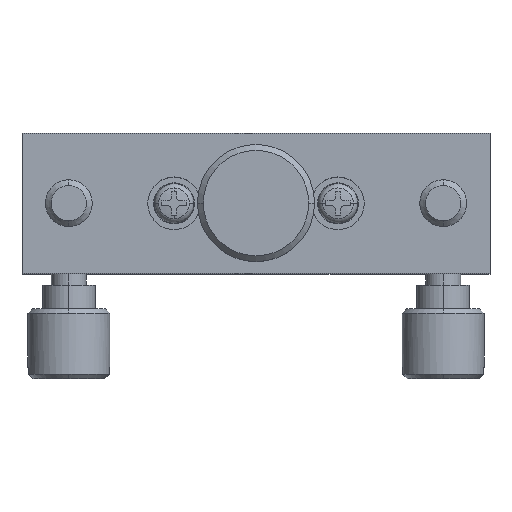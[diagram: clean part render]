
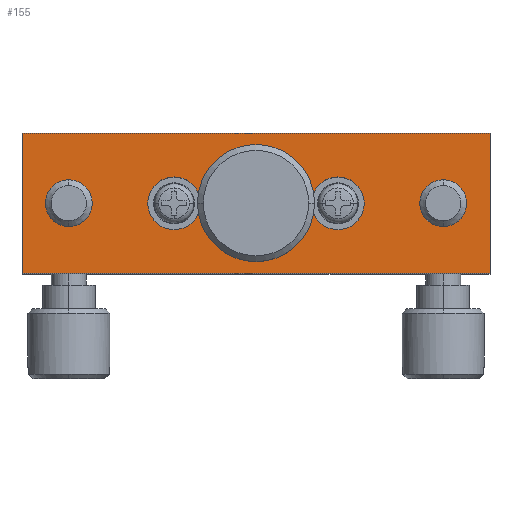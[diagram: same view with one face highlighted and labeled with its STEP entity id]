
A CAD part, top view. The second image highlights one B-rep face of the part: STEP entity #155.
In plain terms, the highlighted planar face has unit normal (0, 0, 1).
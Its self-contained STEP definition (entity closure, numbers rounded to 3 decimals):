
#47 = CARTESIAN_POINT ( 'NONE',  ( 20., 6., 44. ) ) ;
#55 = ORIENTED_EDGE ( 'NONE', *, *, #7177, .T. ) ;
#65 = EDGE_CURVE ( 'NONE', #4005, #3878, #525, .T. ) ;
#87 = ORIENTED_EDGE ( 'NONE', *, *, #65, .T. ) ;
#155 = ADVANCED_FACE ( 'NONE', ( #3257, #1552, #5594, #4971, #2769, #3060 ), #4826, .T. ) ;
#262 = EDGE_LOOP ( 'NONE', ( #3435, #6334 ) ) ;
#340 = CARTESIAN_POINT ( 'NONE',  ( 0., 0., 44. ) ) ;
#438 = DIRECTION ( 'NONE',  ( 0., 0., -1. ) ) ;
#445 = AXIS2_PLACEMENT_3D ( 'NONE', #7502, #438, #1099 ) ;
#510 = CARTESIAN_POINT ( 'NONE',  ( -9.25, 0., 44. ) ) ;
#525 = CIRCLE ( 'NONE', #445, 2.5 ) ;
#561 = CARTESIAN_POINT ( 'NONE',  ( -20., -6., 44. ) ) ;
#566 = VERTEX_POINT ( 'NONE', #510 ) ;
#594 = CIRCLE ( 'NONE', #6486, 2. ) ;
#655 = ORIENTED_EDGE ( 'NONE', *, *, #6041, .T. ) ;
#705 = ORIENTED_EDGE ( 'NONE', *, *, #5823, .T. ) ;
#780 = ORIENTED_EDGE ( 'NONE', *, *, #3769, .T. ) ;
#881 = CIRCLE ( 'NONE', #1620, 2.5 ) ;
#920 = DIRECTION ( 'NONE',  ( -1., 0., 0. ) ) ;
#933 = CARTESIAN_POINT ( 'NONE',  ( 7., 0., 44. ) ) ;
#996 = ORIENTED_EDGE ( 'NONE', *, *, #1369, .T. ) ;
#1008 = EDGE_LOOP ( 'NONE', ( #5458, #55, #7855, #780 ) ) ;
#1028 = CARTESIAN_POINT ( 'NONE',  ( -7., 0., 44. ) ) ;
#1099 = DIRECTION ( 'NONE',  ( 1., 0., 0. ) ) ;
#1169 = CARTESIAN_POINT ( 'NONE',  ( -4.75, 0., 44. ) ) ;
#1170 = EDGE_LOOP ( 'NONE', ( #7534, #705 ) ) ;
#1244 = VECTOR ( 'NONE', #8312, 1000. ) ;
#1369 = EDGE_CURVE ( 'NONE', #2211, #5184, #6889, .T. ) ;
#1473 = DIRECTION ( 'NONE',  ( 0., 0., -1. ) ) ;
#1504 = DIRECTION ( 'NONE',  ( -1., 0., 0. ) ) ;
#1552 = FACE_BOUND ( 'NONE', #3211, .T. ) ;
#1620 = AXIS2_PLACEMENT_3D ( 'NONE', #340, #8159, #7487 ) ;
#1667 = CARTESIAN_POINT ( 'NONE',  ( -7., 0., 44. ) ) ;
#2116 = CARTESIAN_POINT ( 'NONE',  ( -2.5, 0., 44. ) ) ;
#2197 = CARTESIAN_POINT ( 'NONE',  ( 20., -6., 44. ) ) ;
#2211 = VERTEX_POINT ( 'NONE', #3706 ) ;
#2231 = CARTESIAN_POINT ( 'NONE',  ( -18., 0., 44. ) ) ;
#2258 = VERTEX_POINT ( 'NONE', #7715 ) ;
#2262 = LINE ( 'NONE', #5127, #1244 ) ;
#2739 = VERTEX_POINT ( 'NONE', #3725 ) ;
#2765 = VECTOR ( 'NONE', #5621, 1000. ) ;
#2769 = FACE_BOUND ( 'NONE', #1170, .T. ) ;
#2915 = VERTEX_POINT ( 'NONE', #47 ) ;
#2934 = CIRCLE ( 'NONE', #5622, 2.25 ) ;
#2941 = CARTESIAN_POINT ( 'NONE',  ( 20., 0., 44. ) ) ;
#3022 = CIRCLE ( 'NONE', #5781, 2. ) ;
#3032 = VECTOR ( 'NONE', #3460, 1000. ) ;
#3060 = FACE_OUTER_BOUND ( 'NONE', #1008, .T. ) ;
#3178 = DIRECTION ( 'NONE',  ( -1., 0., 0. ) ) ;
#3211 = EDGE_LOOP ( 'NONE', ( #7831, #6428 ) ) ;
#3257 = FACE_BOUND ( 'NONE', #4958, .T. ) ;
#3261 = CARTESIAN_POINT ( 'NONE',  ( -20., -6., 44. ) ) ;
#3297 = VECTOR ( 'NONE', #4142, 1000. ) ;
#3395 = AXIS2_PLACEMENT_3D ( 'NONE', #5337, #1473, #5988 ) ;
#3435 = ORIENTED_EDGE ( 'NONE', *, *, #7232, .T. ) ;
#3460 = DIRECTION ( 'NONE',  ( -1., 0., 0. ) ) ;
#3529 = DIRECTION ( 'NONE',  ( -1., 0., 0. ) ) ;
#3582 = EDGE_CURVE ( 'NONE', #5840, #5637, #5493, .T. ) ;
#3607 = CIRCLE ( 'NONE', #3940, 2.25 ) ;
#3676 = DIRECTION ( 'NONE',  ( 0., 0., -1. ) ) ;
#3706 = CARTESIAN_POINT ( 'NONE',  ( -14., 0., 44. ) ) ;
#3725 = CARTESIAN_POINT ( 'NONE',  ( 4.75, 0., 44. ) ) ;
#3769 = EDGE_CURVE ( 'NONE', #3985, #5637, #2262, .T. ) ;
#3878 = VERTEX_POINT ( 'NONE', #5277 ) ;
#3940 = AXIS2_PLACEMENT_3D ( 'NONE', #7431, #3676, #4829 ) ;
#3985 = VERTEX_POINT ( 'NONE', #7120 ) ;
#3992 = AXIS2_PLACEMENT_3D ( 'NONE', #933, #7968, #4827 ) ;
#4005 = VERTEX_POINT ( 'NONE', #2116 ) ;
#4102 = LINE ( 'NONE', #2941, #3297 ) ;
#4137 = CARTESIAN_POINT ( 'NONE',  ( 16., 0., 44. ) ) ;
#4142 = DIRECTION ( 'NONE',  ( 0., 1., 0. ) ) ;
#4203 = ORIENTED_EDGE ( 'NONE', *, *, #6201, .T. ) ;
#4317 = AXIS2_PLACEMENT_3D ( 'NONE', #1667, #6185, #920 ) ;
#4783 = DIRECTION ( 'NONE',  ( 0., 0., -1. ) ) ;
#4826 = PLANE ( 'NONE',  #5664 ) ;
#4827 = DIRECTION ( 'NONE',  ( -1., 0., 0. ) ) ;
#4829 = DIRECTION ( 'NONE',  ( -1., 0., 0. ) ) ;
#4869 = DIRECTION ( 'NONE',  ( 0., 0., -1. ) ) ;
#4939 = VERTEX_POINT ( 'NONE', #6283 ) ;
#4941 = LINE ( 'NONE', #7952, #3032 ) ;
#4953 = CARTESIAN_POINT ( 'NONE',  ( 0., -6., 44. ) ) ;
#4958 = EDGE_LOOP ( 'NONE', ( #655, #996 ) ) ;
#4971 = FACE_BOUND ( 'NONE', #262, .T. ) ;
#5127 = CARTESIAN_POINT ( 'NONE',  ( -20., 0., 44. ) ) ;
#5171 = EDGE_CURVE ( 'NONE', #2258, #6242, #594, .T. ) ;
#5184 = VERTEX_POINT ( 'NONE', #2231 ) ;
#5238 = EDGE_CURVE ( 'NONE', #2915, #3985, #4941, .T. ) ;
#5277 = CARTESIAN_POINT ( 'NONE',  ( 2.5, 0., 44. ) ) ;
#5308 = EDGE_CURVE ( 'NONE', #7984, #566, #2934, .T. ) ;
#5337 = CARTESIAN_POINT ( 'NONE',  ( -16., 0., 44. ) ) ;
#5458 = ORIENTED_EDGE ( 'NONE', *, *, #3582, .F. ) ;
#5493 = LINE ( 'NONE', #4953, #2765 ) ;
#5516 = EDGE_LOOP ( 'NONE', ( #87, #4203 ) ) ;
#5594 = FACE_BOUND ( 'NONE', #5516, .T. ) ;
#5615 = CARTESIAN_POINT ( 'NONE',  ( 18., 0., 44. ) ) ;
#5621 = DIRECTION ( 'NONE',  ( -1., 0., 0. ) ) ;
#5622 = AXIS2_PLACEMENT_3D ( 'NONE', #1028, #4869, #7495 ) ;
#5637 = VERTEX_POINT ( 'NONE', #3261 ) ;
#5664 = AXIS2_PLACEMENT_3D ( 'NONE', #561, #8305, #6487 ) ;
#5781 = AXIS2_PLACEMENT_3D ( 'NONE', #6744, #8050, #3529 ) ;
#5823 = EDGE_CURVE ( 'NONE', #6242, #2258, #3022, .T. ) ;
#5831 = EDGE_CURVE ( 'NONE', #2739, #4939, #7178, .T. ) ;
#5840 = VERTEX_POINT ( 'NONE', #2197 ) ;
#5851 = CIRCLE ( 'NONE', #3395, 2. ) ;
#5988 = DIRECTION ( 'NONE',  ( -1., 0., 0. ) ) ;
#6041 = EDGE_CURVE ( 'NONE', #5184, #2211, #5851, .T. ) ;
#6185 = DIRECTION ( 'NONE',  ( 0., 0., -1. ) ) ;
#6201 = EDGE_CURVE ( 'NONE', #3878, #4005, #881, .T. ) ;
#6242 = VERTEX_POINT ( 'NONE', #5615 ) ;
#6283 = CARTESIAN_POINT ( 'NONE',  ( 9.25, 0., 44. ) ) ;
#6315 = EDGE_CURVE ( 'NONE', #4939, #2739, #3607, .T. ) ;
#6334 = ORIENTED_EDGE ( 'NONE', *, *, #5308, .T. ) ;
#6410 = CARTESIAN_POINT ( 'NONE',  ( -16., 0., 44. ) ) ;
#6428 = ORIENTED_EDGE ( 'NONE', *, *, #6315, .T. ) ;
#6486 = AXIS2_PLACEMENT_3D ( 'NONE', #4137, #4783, #1504 ) ;
#6487 = DIRECTION ( 'NONE',  ( 1., 0., 0. ) ) ;
#6538 = CIRCLE ( 'NONE', #4317, 2.25 ) ;
#6744 = CARTESIAN_POINT ( 'NONE',  ( 16., 0., 44. ) ) ;
#6889 = CIRCLE ( 'NONE', #8032, 2. ) ;
#7062 = DIRECTION ( 'NONE',  ( 0., 0., -1. ) ) ;
#7120 = CARTESIAN_POINT ( 'NONE',  ( -20., 6., 44. ) ) ;
#7177 = EDGE_CURVE ( 'NONE', #5840, #2915, #4102, .T. ) ;
#7178 = CIRCLE ( 'NONE', #3992, 2.25 ) ;
#7232 = EDGE_CURVE ( 'NONE', #566, #7984, #6538, .T. ) ;
#7431 = CARTESIAN_POINT ( 'NONE',  ( 7., 0., 44. ) ) ;
#7487 = DIRECTION ( 'NONE',  ( 1., 0., 0. ) ) ;
#7495 = DIRECTION ( 'NONE',  ( -1., 0., 0. ) ) ;
#7502 = CARTESIAN_POINT ( 'NONE',  ( 0., 0., 44. ) ) ;
#7534 = ORIENTED_EDGE ( 'NONE', *, *, #5171, .T. ) ;
#7715 = CARTESIAN_POINT ( 'NONE',  ( 14., 0., 44. ) ) ;
#7831 = ORIENTED_EDGE ( 'NONE', *, *, #5831, .T. ) ;
#7855 = ORIENTED_EDGE ( 'NONE', *, *, #5238, .T. ) ;
#7952 = CARTESIAN_POINT ( 'NONE',  ( 0., 6., 44. ) ) ;
#7968 = DIRECTION ( 'NONE',  ( 0., 0., -1. ) ) ;
#7984 = VERTEX_POINT ( 'NONE', #1169 ) ;
#8032 = AXIS2_PLACEMENT_3D ( 'NONE', #6410, #7062, #3178 ) ;
#8050 = DIRECTION ( 'NONE',  ( 0., 0., -1. ) ) ;
#8159 = DIRECTION ( 'NONE',  ( 0., 0., -1. ) ) ;
#8305 = DIRECTION ( 'NONE',  ( 0., 0., 1. ) ) ;
#8312 = DIRECTION ( 'NONE',  ( 0., -1., 0. ) ) ;
